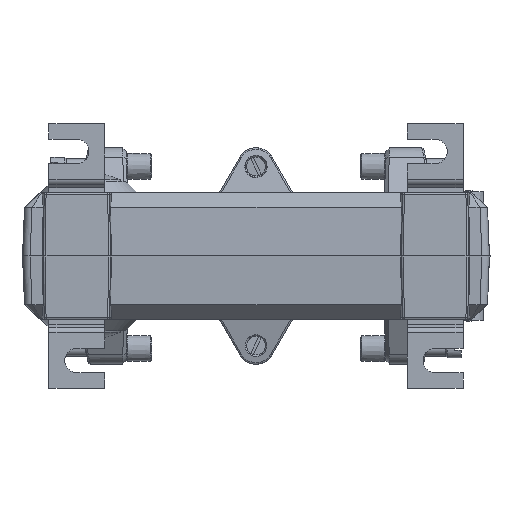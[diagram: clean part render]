
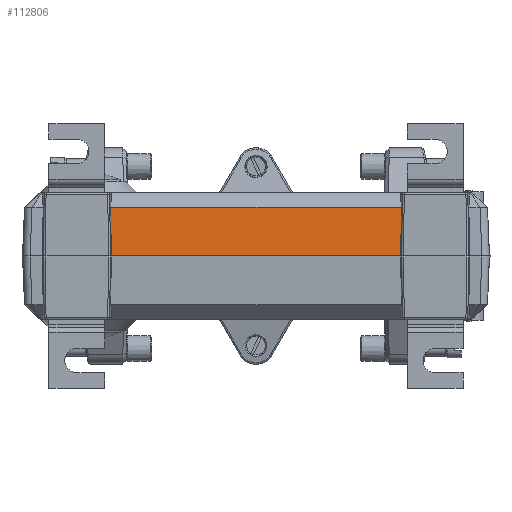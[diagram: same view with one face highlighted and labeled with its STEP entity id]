
A CAD part, front view. The second image highlights one B-rep face of the part: STEP entity #112806.
In plain terms, the highlighted planar face has unit normal (0, -0.999, 0.035).
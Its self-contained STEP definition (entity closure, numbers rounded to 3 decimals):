
#8333 = CARTESIAN_POINT ( 'NONE',  ( 62.5, -11.24, 0. ) ) ;
#13014 = VECTOR ( 'NONE', #119966, 1000. ) ;
#15392 = VECTOR ( 'NONE', #87468, 1000. ) ;
#20664 = DIRECTION ( 'NONE',  ( 0., -0.035, -0.999 ) ) ;
#23282 = DIRECTION ( 'NONE',  ( -0.016, -0.035, -0.999 ) ) ;
#34587 = CARTESIAN_POINT ( 'NONE',  ( 38.76, -11.24, 0. ) ) ;
#37935 = LINE ( 'NONE', #84133, #70434 ) ;
#38305 = CARTESIAN_POINT ( 'NONE',  ( -38.769, -11.222, 0.531 ) ) ;
#45475 = VECTOR ( 'NONE', #57891, 1000. ) ;
#45480 = LINE ( 'NONE', #131715, #13014 ) ;
#46349 = EDGE_CURVE ( 'NONE', #91315, #150691, #37935, .T. ) ;
#47353 = VERTEX_POINT ( 'NONE', #104776 ) ;
#57517 = CARTESIAN_POINT ( 'NONE',  ( 38.967, -10.786, 13.002 ) ) ;
#57891 = DIRECTION ( 'NONE',  ( 1., 0., 0. ) ) ;
#66544 = LINE ( 'NONE', #130749, #45475 ) ;
#68614 = EDGE_CURVE ( 'NONE', #47353, #118801, #76582, .T. ) ;
#70434 = VECTOR ( 'NONE', #23282, 1000. ) ;
#72290 = AXIS2_PLACEMENT_3D ( 'NONE', #8333, #93845, #20664 ) ;
#72586 = ORIENTED_EDGE ( 'NONE', *, *, #138119, .T. ) ;
#76582 = LINE ( 'NONE', #38305, #15392 ) ;
#84133 = CARTESIAN_POINT ( 'NONE',  ( 38.769, -11.222, 0.531 ) ) ;
#87468 = DIRECTION ( 'NONE',  ( 0.016, -0.035, -0.999 ) ) ;
#89036 = EDGE_LOOP ( 'NONE', ( #138603, #132844, #72586, #113074 ) ) ;
#91315 = VERTEX_POINT ( 'NONE', #57517 ) ;
#93845 = DIRECTION ( 'NONE',  ( 0., -0.999, 0.035 ) ) ;
#104776 = CARTESIAN_POINT ( 'NONE',  ( -38.967, -10.786, 13.002 ) ) ;
#105158 = PLANE ( 'NONE',  #72290 ) ;
#112578 = FACE_OUTER_BOUND ( 'NONE', #89036, .T. ) ;
#112806 = ADVANCED_FACE ( 'NONE', ( #112578 ), #105158, .T. ) ;
#113074 = ORIENTED_EDGE ( 'NONE', *, *, #46349, .F. ) ;
#118801 = VERTEX_POINT ( 'NONE', #141702 ) ;
#119966 = DIRECTION ( 'NONE',  ( -1., 0., 0. ) ) ;
#130749 = CARTESIAN_POINT ( 'NONE',  ( 62.5, -11.24, 0. ) ) ;
#131715 = CARTESIAN_POINT ( 'NONE',  ( -61.906, -10.786, 13.002 ) ) ;
#132844 = ORIENTED_EDGE ( 'NONE', *, *, #68614, .T. ) ;
#138119 = EDGE_CURVE ( 'NONE', #118801, #150691, #66544, .T. ) ;
#138603 = ORIENTED_EDGE ( 'NONE', *, *, #154851, .T. ) ;
#141702 = CARTESIAN_POINT ( 'NONE',  ( -38.76, -11.24, 0. ) ) ;
#150691 = VERTEX_POINT ( 'NONE', #34587 ) ;
#154851 = EDGE_CURVE ( 'NONE', #91315, #47353, #45480, .T. ) ;
